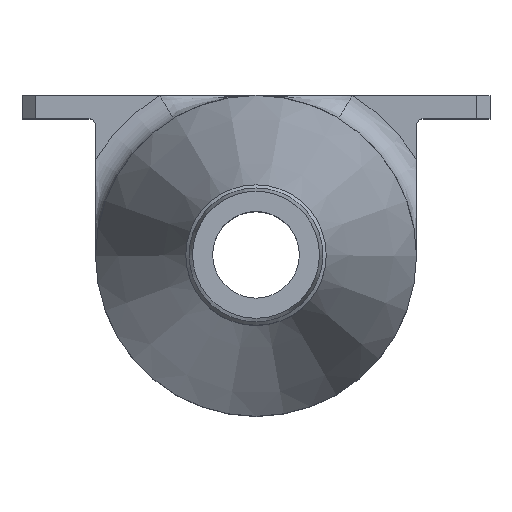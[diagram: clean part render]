
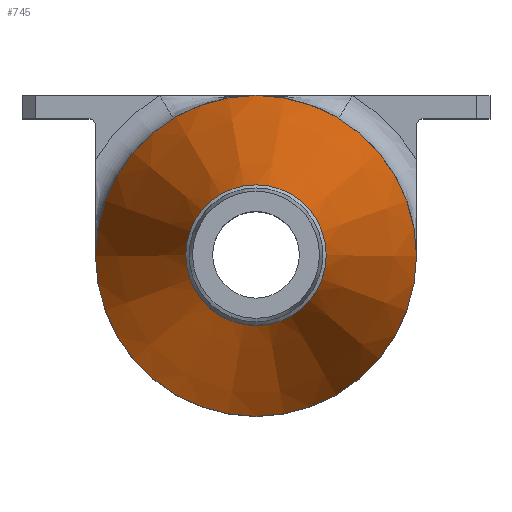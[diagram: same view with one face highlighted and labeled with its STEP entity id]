
A CAD part, top view. The second image highlights one B-rep face of the part: STEP entity #745.
In plain terms, the highlighted conical face has half-angle 16.172 degrees and reference radius 16.75 mm.
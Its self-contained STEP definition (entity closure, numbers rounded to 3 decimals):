
#19=CONICAL_SURFACE('',#829,16.75,0.282);
#111=LINE('',#1384,#173);
#173=VECTOR('',#1018,16.75);
#218=FACE_OUTER_BOUND('',#268,.T.);
#268=EDGE_LOOP('',(#642,#643,#644,#645));
#298=CIRCLE('',#785,24.);
#311=CIRCLE('',#818,10.5);
#341=VERTEX_POINT('',#1253);
#375=VERTEX_POINT('',#1362);
#407=EDGE_CURVE('',#341,#341,#298,.T.);
#463=EDGE_CURVE('',#375,#375,#311,.T.);
#473=EDGE_CURVE('',#375,#341,#111,.T.);
#642=ORIENTED_EDGE('',*,*,#463,.T.);
#643=ORIENTED_EDGE('',*,*,#473,.T.);
#644=ORIENTED_EDGE('',*,*,#407,.T.);
#645=ORIENTED_EDGE('',*,*,#473,.F.);
#745=ADVANCED_FACE('',(#218),#19,.T.);
#785=AXIS2_PLACEMENT_3D('',#1254,#882,#883);
#818=AXIS2_PLACEMENT_3D('',#1364,#991,#992);
#829=AXIS2_PLACEMENT_3D('',#1383,#1016,#1017);
#882=DIRECTION('center_axis',(0.,0.,1.));
#883=DIRECTION('ref_axis',(1.,0.,0.));
#991=DIRECTION('center_axis',(0.,0.,-1.));
#992=DIRECTION('ref_axis',(1.,0.,0.));
#1016=DIRECTION('center_axis',(0.,0.,-1.));
#1017=DIRECTION('ref_axis',(1.,0.,0.));
#1018=DIRECTION('',(-0.279,0.,-0.96));
#1253=CARTESIAN_POINT('',(-24.,0.,20.));
#1254=CARTESIAN_POINT('Origin',(0.,0.,20.));
#1362=CARTESIAN_POINT('',(-10.5,0.,66.552));
#1364=CARTESIAN_POINT('Origin',(0.,0.,66.552));
#1383=CARTESIAN_POINT('Origin',(0.,0.,45.));
#1384=CARTESIAN_POINT('',(-16.75,0.,45.));
